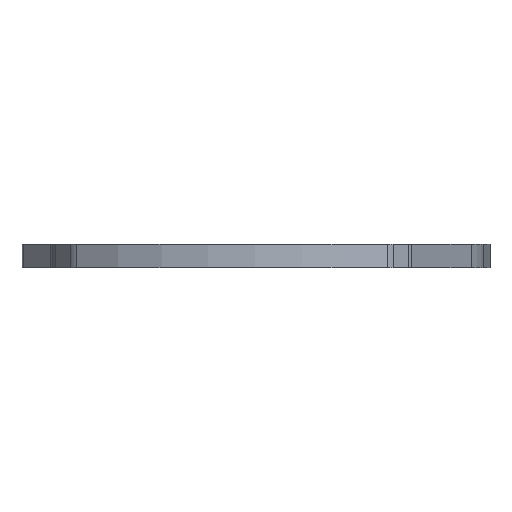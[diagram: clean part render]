
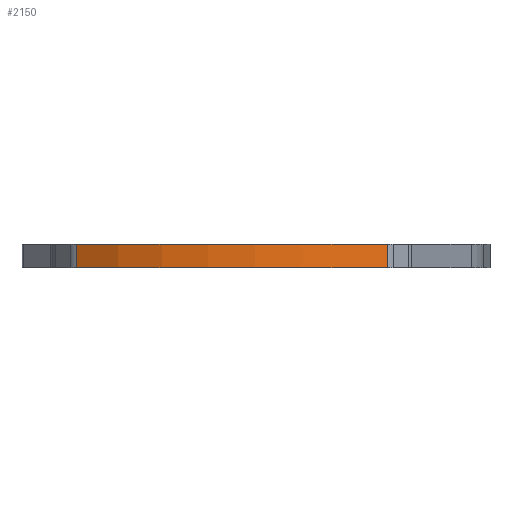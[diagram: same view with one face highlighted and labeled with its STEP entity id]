
A CAD part, front view. The second image highlights one B-rep face of the part: STEP entity #2150.
In plain terms, the highlighted cylindrical face has radius 76.2 mm (diameter 152.4 mm), a partial arc.
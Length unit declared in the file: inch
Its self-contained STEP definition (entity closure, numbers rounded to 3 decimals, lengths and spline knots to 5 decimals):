
#62 = VERTEX_POINT ( 'NONE', #4312 ) ;
#201 = ORIENTED_EDGE ( 'NONE', *, *, #2892, .T. ) ;
#779 = EDGE_CURVE ( 'NONE', #2727, #2617, #4801, .T. ) ;
#846 = CARTESIAN_POINT ( 'NONE',  ( -1.65982, -0.92915, 0.25 ) ) ;
#911 = CYLINDRICAL_SURFACE ( 'NONE', #9049, 3. ) ;
#1035 = DIRECTION ( 'NONE',  ( 0., 0., -1. ) ) ;
#1077 = DIRECTION ( 'NONE',  ( -1., 0., 0. ) ) ;
#1171 = EDGE_CURVE ( 'NONE', #7867, #62, #7453, .T. ) ;
#1241 = DIRECTION ( 'NONE',  ( 0., 0., 1. ) ) ;
#2150 = ADVANCED_FACE ( 'NONE', ( #5637 ), #911, .T. ) ;
#2401 = DIRECTION ( 'NONE',  ( 0., 0., -1. ) ) ;
#2448 = DIRECTION ( 'NONE',  ( 0., 0., 1. ) ) ;
#2474 = EDGE_CURVE ( 'NONE', #62, #2617, #2666, .T. ) ;
#2617 = VERTEX_POINT ( 'NONE', #7345 ) ;
#2666 = LINE ( 'NONE', #9286, #8325 ) ;
#2727 = VERTEX_POINT ( 'NONE', #9019 ) ;
#2728 = CARTESIAN_POINT ( 'NONE',  ( -1.65982, -0.92915, 0.25 ) ) ;
#2892 = EDGE_CURVE ( 'NONE', #7867, #2727, #3234, .T. ) ;
#3006 = DIRECTION ( 'NONE',  ( 1., 0., 0. ) ) ;
#3234 = LINE ( 'NONE', #846, #7924 ) ;
#4231 = AXIS2_PLACEMENT_3D ( 'NONE', #7750, #2448, #6419 ) ;
#4247 = AXIS2_PLACEMENT_3D ( 'NONE', #5406, #1241, #3006 ) ;
#4312 = CARTESIAN_POINT ( 'NONE',  ( 1.65982, -0.92915, 0.25 ) ) ;
#4801 = CIRCLE ( 'NONE', #4247, 3. ) ;
#5406 = CARTESIAN_POINT ( 'NONE',  ( 0., 1.56985, 0. ) ) ;
#5637 = FACE_OUTER_BOUND ( 'NONE', #9072, .T. ) ;
#6419 = DIRECTION ( 'NONE',  ( 1., 0., 0. ) ) ;
#7345 = CARTESIAN_POINT ( 'NONE',  ( 1.65982, -0.92915, 0. ) ) ;
#7395 = ORIENTED_EDGE ( 'NONE', *, *, #779, .T. ) ;
#7398 = DIRECTION ( 'NONE',  ( 0., 0., -1. ) ) ;
#7453 = CIRCLE ( 'NONE', #4231, 3. ) ;
#7750 = CARTESIAN_POINT ( 'NONE',  ( 0., 1.56985, 0.25 ) ) ;
#7867 = VERTEX_POINT ( 'NONE', #2728 ) ;
#7924 = VECTOR ( 'NONE', #1035, 39.37008 ) ;
#8221 = ORIENTED_EDGE ( 'NONE', *, *, #1171, .F. ) ;
#8325 = VECTOR ( 'NONE', #7398, 39.37008 ) ;
#8471 = CARTESIAN_POINT ( 'NONE',  ( 0., 1.56985, 0.25 ) ) ;
#8753 = ORIENTED_EDGE ( 'NONE', *, *, #2474, .F. ) ;
#9019 = CARTESIAN_POINT ( 'NONE',  ( -1.65982, -0.92915, 0. ) ) ;
#9049 = AXIS2_PLACEMENT_3D ( 'NONE', #8471, #2401, #1077 ) ;
#9072 = EDGE_LOOP ( 'NONE', ( #7395, #8753, #8221, #201 ) ) ;
#9286 = CARTESIAN_POINT ( 'NONE',  ( 1.65982, -0.92915, 0.25 ) ) ;
